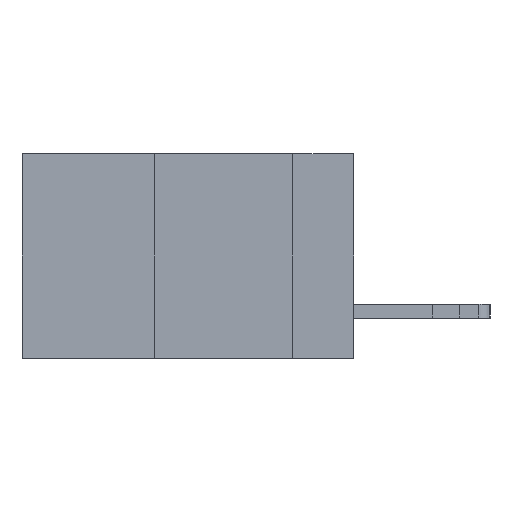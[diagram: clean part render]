
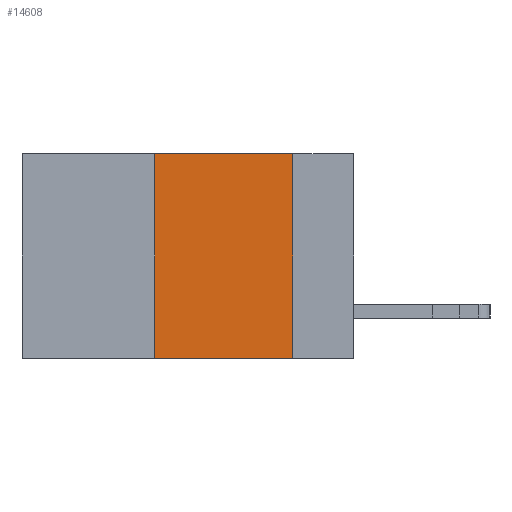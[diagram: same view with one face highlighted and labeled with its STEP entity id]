
A CAD part, left-side view. The second image highlights one B-rep face of the part: STEP entity #14608.
In plain terms, the highlighted planar face has unit normal (-1, 0, 0).
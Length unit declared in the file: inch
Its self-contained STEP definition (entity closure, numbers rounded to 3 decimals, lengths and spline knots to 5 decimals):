
#14 = DIRECTION ( 'NONE',  ( 0., -1., 0. ) ) ;
#294 = DIRECTION ( 'NONE',  ( 0., 0., 1. ) ) ;
#2220 = VECTOR ( 'NONE', #14, 39.37008 ) ;
#3181 = VECTOR ( 'NONE', #294, 39.37008 ) ;
#3641 = CARTESIAN_POINT ( 'NONE',  ( 0., 0.11, 0. ) ) ;
#4193 = LINE ( 'NONE', #12129, #2220 ) ;
#4587 = ORIENTED_EDGE ( 'NONE', *, *, #16327, .F. ) ;
#5169 = FACE_OUTER_BOUND ( 'NONE', #8900, .T. ) ;
#5374 = VECTOR ( 'NONE', #5705, 39.37008 ) ;
#5661 = DIRECTION ( 'NONE',  ( 0., 0., -1. ) ) ;
#5705 = DIRECTION ( 'NONE',  ( 0., -1., 0. ) ) ;
#5963 = LINE ( 'NONE', #12382, #10103 ) ;
#7203 = DIRECTION ( 'NONE',  ( 0., 0., -1. ) ) ;
#7474 = CARTESIAN_POINT ( 'NONE',  ( 0., 0.11, -0.37 ) ) ;
#7611 = EDGE_CURVE ( 'NONE', #10588, #17365, #4193, .T. ) ;
#7697 = VERTEX_POINT ( 'NONE', #14062 ) ;
#8337 = CARTESIAN_POINT ( 'NONE',  ( 0., 0.6, 0. ) ) ;
#8338 = CARTESIAN_POINT ( 'NONE',  ( 0., 0.36, -0.37 ) ) ;
#8654 = ORIENTED_EDGE ( 'NONE', *, *, #10607, .F. ) ;
#8900 = EDGE_LOOP ( 'NONE', ( #8654, #9492, #4587, #13230 ) ) ;
#8921 = EDGE_CURVE ( 'NONE', #7697, #9118, #10577, .T. ) ;
#9118 = VERTEX_POINT ( 'NONE', #3641 ) ;
#9492 = ORIENTED_EDGE ( 'NONE', *, *, #8921, .F. ) ;
#10103 = VECTOR ( 'NONE', #7203, 39.37008 ) ;
#10287 = AXIS2_PLACEMENT_3D ( 'NONE', #10540, #15878, #5661 ) ;
#10540 = CARTESIAN_POINT ( 'NONE',  ( 0., 0.6, 0. ) ) ;
#10577 = LINE ( 'NONE', #8337, #5374 ) ;
#10588 = VERTEX_POINT ( 'NONE', #8338 ) ;
#10607 = EDGE_CURVE ( 'NONE', #9118, #17365, #5963, .T. ) ;
#12129 = CARTESIAN_POINT ( 'NONE',  ( 0., 0.6, -0.37 ) ) ;
#12382 = CARTESIAN_POINT ( 'NONE',  ( 0., 0.11, 0. ) ) ;
#13230 = ORIENTED_EDGE ( 'NONE', *, *, #7611, .T. ) ;
#13352 = PLANE ( 'NONE',  #10287 ) ;
#14062 = CARTESIAN_POINT ( 'NONE',  ( 0., 0.36, 0. ) ) ;
#14608 = ADVANCED_FACE ( 'NONE', ( #5169 ), #13352, .F. ) ;
#14951 = LINE ( 'NONE', #16348, #3181 ) ;
#15878 = DIRECTION ( 'NONE',  ( 1., 0., 0. ) ) ;
#16327 = EDGE_CURVE ( 'NONE', #10588, #7697, #14951, .T. ) ;
#16348 = CARTESIAN_POINT ( 'NONE',  ( 0., 0.36, 0. ) ) ;
#17365 = VERTEX_POINT ( 'NONE', #7474 ) ;
